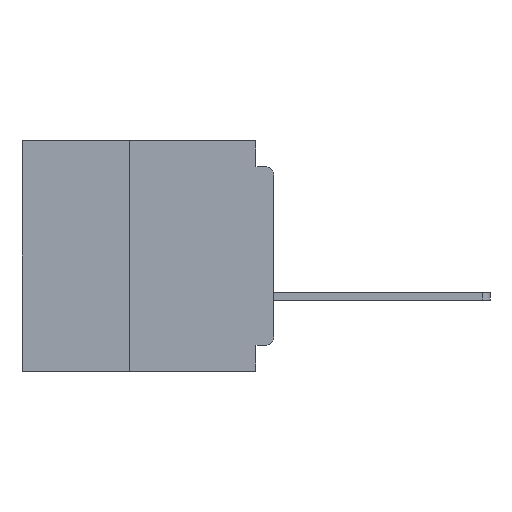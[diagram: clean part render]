
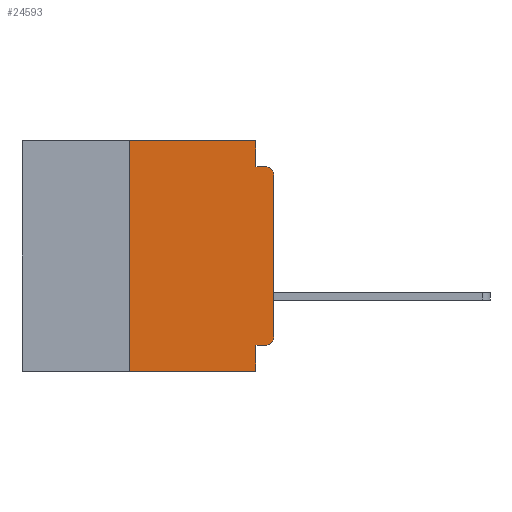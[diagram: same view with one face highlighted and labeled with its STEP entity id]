
A CAD part, left-side view. The second image highlights one B-rep face of the part: STEP entity #24593.
In plain terms, the highlighted planar face has unit normal (-1, 0, 0).
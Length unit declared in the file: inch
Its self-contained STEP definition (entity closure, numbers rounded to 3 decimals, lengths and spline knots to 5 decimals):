
#94 = DIRECTION ( 'NONE',  ( 0., 0., -1. ) ) ;
#167 = LINE ( 'NONE', #47385, #8718 ) ;
#312 = VECTOR ( 'NONE', #11970, 39.37008 ) ;
#1444 = EDGE_CURVE ( 'NONE', #2600, #54143, #167, .T. ) ;
#1841 = CARTESIAN_POINT ( 'NONE',  ( 0., 0.015, -0.045 ) ) ;
#2591 = PLANE ( 'NONE',  #42412 ) ;
#2600 = VERTEX_POINT ( 'NONE', #9346 ) ;
#3029 = VERTEX_POINT ( 'NONE', #44618 ) ;
#3936 = VERTEX_POINT ( 'NONE', #19214 ) ;
#4407 = VECTOR ( 'NONE', #45071, 39.37008 ) ;
#6042 = VECTOR ( 'NONE', #7516, 39.37008 ) ;
#6874 = VECTOR ( 'NONE', #35333, 39.37008 ) ;
#7017 = DIRECTION ( 'NONE',  ( 0., 0., -1. ) ) ;
#7064 = LINE ( 'NONE', #28374, #4407 ) ;
#7516 = DIRECTION ( 'NONE',  ( 0., 0., 1. ) ) ;
#7669 = AXIS2_PLACEMENT_3D ( 'NONE', #42094, #16742, #46296 ) ;
#7721 = CARTESIAN_POINT ( 'NONE',  ( 0., 0.437, 0. ) ) ;
#7912 = CARTESIAN_POINT ( 'NONE',  ( 0., 0., -0.34 ) ) ;
#8430 = ORIENTED_EDGE ( 'NONE', *, *, #26261, .T. ) ;
#8682 = LINE ( 'NONE', #37208, #6042 ) ;
#8718 = VECTOR ( 'NONE', #41555, 39.37008 ) ;
#9346 = CARTESIAN_POINT ( 'NONE',  ( 0., 0.25, -0.4 ) ) ;
#10268 = CARTESIAN_POINT ( 'NONE',  ( 0., 0., -0.045 ) ) ;
#10516 = VECTOR ( 'NONE', #44310, 39.37008 ) ;
#11970 = DIRECTION ( 'NONE',  ( 0., -1., 0. ) ) ;
#12479 = CARTESIAN_POINT ( 'NONE',  ( 0., 0.015, -0.06 ) ) ;
#13324 = ORIENTED_EDGE ( 'NONE', *, *, #40181, .F. ) ;
#15776 = CARTESIAN_POINT ( 'NONE',  ( 0., 0.031, -0.045 ) ) ;
#16742 = DIRECTION ( 'NONE',  ( -1., 0., 0. ) ) ;
#16778 = DIRECTION ( 'NONE',  ( 0., 0., -1. ) ) ;
#18157 = ORIENTED_EDGE ( 'NONE', *, *, #1444, .T. ) ;
#18528 = EDGE_CURVE ( 'NONE', #36563, #54143, #34562, .T. ) ;
#19169 = CARTESIAN_POINT ( 'NONE',  ( 0., 0.031, -0.4 ) ) ;
#19214 = CARTESIAN_POINT ( 'NONE',  ( 0., 0.031, 0. ) ) ;
#19253 = LINE ( 'NONE', #41665, #51579 ) ;
#20448 = CARTESIAN_POINT ( 'NONE',  ( 0., 0.25, 0. ) ) ;
#20817 = EDGE_CURVE ( 'NONE', #3029, #22315, #27714, .T. ) ;
#21705 = ORIENTED_EDGE ( 'NONE', *, *, #25952, .F. ) ;
#22315 = VERTEX_POINT ( 'NONE', #1841 ) ;
#23348 = FACE_OUTER_BOUND ( 'NONE', #48209, .T. ) ;
#23944 = CARTESIAN_POINT ( 'NONE',  ( 0., 0.437, 0. ) ) ;
#24338 = ORIENTED_EDGE ( 'NONE', *, *, #20817, .T. ) ;
#24593 = ADVANCED_FACE ( 'NONE', ( #23348 ), #2591, .F. ) ;
#25952 = EDGE_CURVE ( 'NONE', #49493, #22315, #33156, .T. ) ;
#26261 = EDGE_CURVE ( 'NONE', #39879, #47962, #53447, .T. ) ;
#27005 = ORIENTED_EDGE ( 'NONE', *, *, #18528, .F. ) ;
#27714 = CIRCLE ( 'NONE', #54194, 0.015 ) ;
#27779 = EDGE_CURVE ( 'NONE', #3936, #49493, #32177, .T. ) ;
#27812 = ORIENTED_EDGE ( 'NONE', *, *, #44575, .F. ) ;
#28374 = CARTESIAN_POINT ( 'NONE',  ( 0., 0.25, -0.4 ) ) ;
#29947 = EDGE_CURVE ( 'NONE', #47962, #3029, #8682, .T. ) ;
#32177 = LINE ( 'NONE', #52011, #6874 ) ;
#32490 = DIRECTION ( 'NONE',  ( 1., 0., 0. ) ) ;
#33156 = LINE ( 'NONE', #10268, #10516 ) ;
#33840 = CARTESIAN_POINT ( 'NONE',  ( 0., 0.031, -0.4 ) ) ;
#34152 = LINE ( 'NONE', #7721, #312 ) ;
#34562 = LINE ( 'NONE', #33840, #54215 ) ;
#34945 = ORIENTED_EDGE ( 'NONE', *, *, #29947, .T. ) ;
#35333 = DIRECTION ( 'NONE',  ( 0., 0., -1. ) ) ;
#36563 = VERTEX_POINT ( 'NONE', #37269 ) ;
#37208 = CARTESIAN_POINT ( 'NONE',  ( 0., 0., 0. ) ) ;
#37269 = CARTESIAN_POINT ( 'NONE',  ( 0., 0.031, -0.355 ) ) ;
#38639 = ORIENTED_EDGE ( 'NONE', *, *, #27779, .F. ) ;
#39879 = VERTEX_POINT ( 'NONE', #43078 ) ;
#40181 = EDGE_CURVE ( 'NONE', #2600, #54316, #7064, .T. ) ;
#41531 = EDGE_CURVE ( 'NONE', #54316, #3936, #34152, .T. ) ;
#41555 = DIRECTION ( 'NONE',  ( 0., -1., 0. ) ) ;
#41665 = CARTESIAN_POINT ( 'NONE',  ( 0., 0., -0.355 ) ) ;
#42094 = CARTESIAN_POINT ( 'NONE',  ( 0., 0.015, -0.34 ) ) ;
#42130 = DIRECTION ( 'NONE',  ( -1., 0., 0. ) ) ;
#42412 = AXIS2_PLACEMENT_3D ( 'NONE', #23944, #32490, #7017 ) ;
#43078 = CARTESIAN_POINT ( 'NONE',  ( 0., 0.015, -0.355 ) ) ;
#44207 = ORIENTED_EDGE ( 'NONE', *, *, #41531, .F. ) ;
#44310 = DIRECTION ( 'NONE',  ( 0., -1., 0. ) ) ;
#44575 = EDGE_CURVE ( 'NONE', #39879, #36563, #19253, .T. ) ;
#44618 = CARTESIAN_POINT ( 'NONE',  ( 0., 0., -0.06 ) ) ;
#45071 = DIRECTION ( 'NONE',  ( 0., 0., 1. ) ) ;
#46296 = DIRECTION ( 'NONE',  ( 0., 0., -1. ) ) ;
#47385 = CARTESIAN_POINT ( 'NONE',  ( 0., 0.437, -0.4 ) ) ;
#47962 = VERTEX_POINT ( 'NONE', #7912 ) ;
#48209 = EDGE_LOOP ( 'NONE', ( #34945, #24338, #21705, #38639, #44207, #13324, #18157, #27005, #27812, #8430 ) ) ;
#49493 = VERTEX_POINT ( 'NONE', #15776 ) ;
#50073 = DIRECTION ( 'NONE',  ( 0., 1., 0. ) ) ;
#51579 = VECTOR ( 'NONE', #50073, 39.37008 ) ;
#52011 = CARTESIAN_POINT ( 'NONE',  ( 0., 0.031, 0. ) ) ;
#53447 = CIRCLE ( 'NONE', #7669, 0.015 ) ;
#54143 = VERTEX_POINT ( 'NONE', #19169 ) ;
#54194 = AXIS2_PLACEMENT_3D ( 'NONE', #12479, #42130, #16778 ) ;
#54215 = VECTOR ( 'NONE', #94, 39.37008 ) ;
#54316 = VERTEX_POINT ( 'NONE', #20448 ) ;
